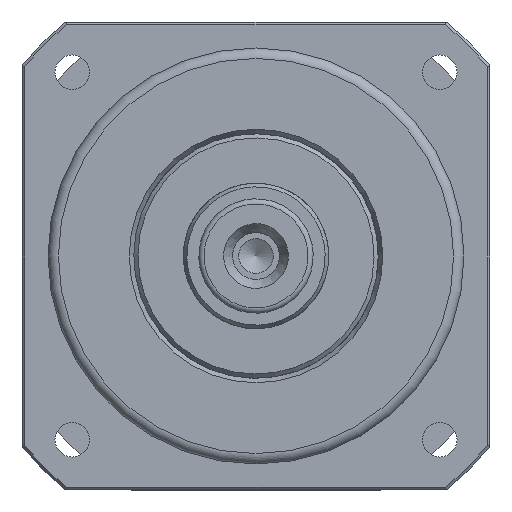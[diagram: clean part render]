
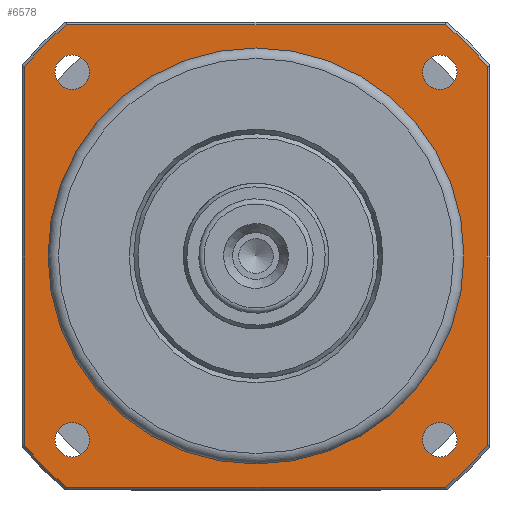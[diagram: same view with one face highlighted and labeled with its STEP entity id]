
A CAD part, left-side view. The second image highlights one B-rep face of the part: STEP entity #6578.
In plain terms, the highlighted planar face has unit normal (-1, 0, 0).
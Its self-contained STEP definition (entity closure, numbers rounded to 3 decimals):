
#437=LINE('',#11412,#738);
#438=LINE('',#11432,#739);
#440=LINE('',#11450,#741);
#442=LINE('',#11467,#743);
#738=VECTOR('',#8602,72.829);
#739=VECTOR('',#8611,72.829);
#741=VECTOR('',#8621,72.829);
#743=VECTOR('',#8631,72.829);
#1022=PLANE('',#7230);
#1277=FACE_BOUND('',#2178,.T.);
#1278=FACE_BOUND('',#2179,.T.);
#1279=FACE_BOUND('',#2180,.T.);
#1280=FACE_BOUND('',#2181,.T.);
#1281=FACE_BOUND('',#2182,.T.);
#1632=FACE_OUTER_BOUND('',#2177,.T.);
#2177=EDGE_LOOP('',(#5251,#5252,#5253,#5254,#5255,#5256,#5257,#5258));
#2178=EDGE_LOOP('',(#5259));
#2179=EDGE_LOOP('',(#5260));
#2180=EDGE_LOOP('',(#5261));
#2181=EDGE_LOOP('',(#5262));
#2182=EDGE_LOOP('',(#5263));
#2626=CIRCLE('',#7216,57.5);
#2628=CIRCLE('',#7220,57.5);
#2631=CIRCLE('',#7225,57.5);
#2632=CIRCLE('',#7228,57.5);
#2633=CIRCLE('',#7231,40.);
#2634=CIRCLE('',#7232,3.3);
#2635=CIRCLE('',#7233,3.3);
#2636=CIRCLE('',#7234,3.3);
#2637=CIRCLE('',#7235,3.3);
#3155=VERTEX_POINT('',#11410);
#3156=VERTEX_POINT('',#11411);
#3157=VERTEX_POINT('',#11422);
#3159=VERTEX_POINT('',#11431);
#3161=VERTEX_POINT('',#11440);
#3163=VERTEX_POINT('',#11449);
#3165=VERTEX_POINT('',#11459);
#3166=VERTEX_POINT('',#11466);
#3167=VERTEX_POINT('',#11477);
#3168=VERTEX_POINT('',#11479);
#3169=VERTEX_POINT('',#11481);
#3170=VERTEX_POINT('',#11483);
#3171=VERTEX_POINT('',#11485);
#3906=EDGE_CURVE('',#3155,#3156,#437,.T.);
#3909=EDGE_CURVE('',#3156,#3157,#2626,.T.);
#3912=EDGE_CURVE('',#3157,#3159,#438,.T.);
#3915=EDGE_CURVE('',#3159,#3161,#2628,.T.);
#3918=EDGE_CURVE('',#3161,#3163,#440,.T.);
#3922=EDGE_CURVE('',#3163,#3165,#2631,.T.);
#3924=EDGE_CURVE('',#3165,#3166,#442,.T.);
#3926=EDGE_CURVE('',#3166,#3155,#2632,.T.);
#3928=EDGE_CURVE('',#3167,#3167,#2633,.T.);
#3929=EDGE_CURVE('',#3168,#3168,#2634,.T.);
#3930=EDGE_CURVE('',#3169,#3169,#2635,.T.);
#3931=EDGE_CURVE('',#3170,#3170,#2636,.T.);
#3932=EDGE_CURVE('',#3171,#3171,#2637,.T.);
#5251=ORIENTED_EDGE('',*,*,#3906,.F.);
#5252=ORIENTED_EDGE('',*,*,#3926,.F.);
#5253=ORIENTED_EDGE('',*,*,#3924,.F.);
#5254=ORIENTED_EDGE('',*,*,#3922,.F.);
#5255=ORIENTED_EDGE('',*,*,#3918,.F.);
#5256=ORIENTED_EDGE('',*,*,#3915,.F.);
#5257=ORIENTED_EDGE('',*,*,#3912,.F.);
#5258=ORIENTED_EDGE('',*,*,#3909,.F.);
#5259=ORIENTED_EDGE('',*,*,#3928,.T.);
#5260=ORIENTED_EDGE('',*,*,#3929,.T.);
#5261=ORIENTED_EDGE('',*,*,#3930,.T.);
#5262=ORIENTED_EDGE('',*,*,#3931,.T.);
#5263=ORIENTED_EDGE('',*,*,#3932,.T.);
#6578=ADVANCED_FACE('',(#1632,#1277,#1278,#1279,#1280,#1281),#1022,.T.);
#7216=AXIS2_PLACEMENT_3D('',#11423,#8605,#8606);
#7220=AXIS2_PLACEMENT_3D('',#11441,#8615,#8616);
#7225=AXIS2_PLACEMENT_3D('',#11460,#8627,#8628);
#7228=AXIS2_PLACEMENT_3D('',#11473,#8634,#8635);
#7230=AXIS2_PLACEMENT_3D('',#11476,#8639,#8640);
#7231=AXIS2_PLACEMENT_3D('',#11478,#8641,#8642);
#7232=AXIS2_PLACEMENT_3D('',#11480,#8643,#8644);
#7233=AXIS2_PLACEMENT_3D('',#11482,#8645,#8646);
#7234=AXIS2_PLACEMENT_3D('',#11484,#8647,#8648);
#7235=AXIS2_PLACEMENT_3D('',#11486,#8649,#8650);
#8602=DIRECTION('',(0.,0.,-1.));
#8605=DIRECTION('center_axis',(1.,0.,0.));
#8606=DIRECTION('ref_axis',(0.,0.,
-1.));
#8611=DIRECTION('',(0.,1.,0.));
#8615=DIRECTION('center_axis',(1.,0.,0.));
#8616=DIRECTION('ref_axis',(0.,0.,
-1.));
#8621=DIRECTION('',(0.,0.,1.));
#8627=DIRECTION('center_axis',(1.,0.,0.));
#8628=DIRECTION('ref_axis',(0.,0.,
1.));
#8631=DIRECTION('',(0.,-1.,0.));
#8634=DIRECTION('center_axis',(1.,0.,0.));
#8635=DIRECTION('ref_axis',(0.,0.,
1.));
#8639=DIRECTION('center_axis',(-1.,0.,0.));
#8640=DIRECTION('ref_axis',(0.,0.,1.));
#8641=DIRECTION('center_axis',(1.,0.,0.));
#8642=DIRECTION('ref_axis',(0.,0.,
-1.));
#8643=DIRECTION('center_axis',(1.,0.,0.));
#8644=DIRECTION('ref_axis',(0.,0.,
-1.));
#8645=DIRECTION('center_axis',(1.,0.,0.));
#8646=DIRECTION('ref_axis',(0.,1.,0.));
#8647=DIRECTION('center_axis',(1.,0.,0.));
#8648=DIRECTION('ref_axis',(0.,0.,
1.));
#8649=DIRECTION('center_axis',(1.,0.,0.));
#8650=DIRECTION('ref_axis',(0.,-1.,0.));
#11410=CARTESIAN_POINT('',(-60.03,-76.893,47.265));
#11411=CARTESIAN_POINT('',(-60.03,-76.893,-25.564));
#11412=CARTESIAN_POINT('',(-60.03,-76.893,-11.65));
#11422=CARTESIAN_POINT('',(-60.03,-68.808,-33.65));
#11423=CARTESIAN_POINT('Origin',(-60.03,-32.393,10.85));
#11431=CARTESIAN_POINT('',(-60.03,4.021,-33.65));
#11432=CARTESIAN_POINT('',(-60.03,-9.893,-33.65));
#11440=CARTESIAN_POINT('',(-60.03,12.107,-25.564));
#11441=CARTESIAN_POINT('Origin',(-60.03,-32.393,10.85));
#11449=CARTESIAN_POINT('',(-60.03,12.107,47.265));
#11450=CARTESIAN_POINT('',(-60.03,12.107,33.35));
#11459=CARTESIAN_POINT('',(-60.03,4.021,55.35));
#11460=CARTESIAN_POINT('Origin',(-60.03,-32.393,10.85));
#11466=CARTESIAN_POINT('',(-60.03,-68.808,55.35));
#11467=CARTESIAN_POINT('',(-60.03,-54.893,55.35));
#11473=CARTESIAN_POINT('Origin',(-60.03,-32.393,10.85));
#11476=CARTESIAN_POINT('Origin',(-60.03,-32.393,10.85));
#11477=CARTESIAN_POINT('',(-60.03,-32.393,50.85));
#11478=CARTESIAN_POINT('Origin',(-60.03,-32.393,10.85));
#11479=CARTESIAN_POINT('',(-60.03,-67.749,49.506));
#11480=CARTESIAN_POINT('Origin',(-60.03,-67.749,46.206));
#11481=CARTESIAN_POINT('',(-60.03,-71.049,-24.505));
#11482=CARTESIAN_POINT('Origin',(-60.03,-67.749,-24.505));
#11483=CARTESIAN_POINT('',(-60.03,2.962,-27.805));
#11484=CARTESIAN_POINT('Origin',(-60.03,2.962,-24.505));
#11485=CARTESIAN_POINT('',(-60.03,6.262,46.206));
#11486=CARTESIAN_POINT('Origin',(-60.03,2.962,46.206));
